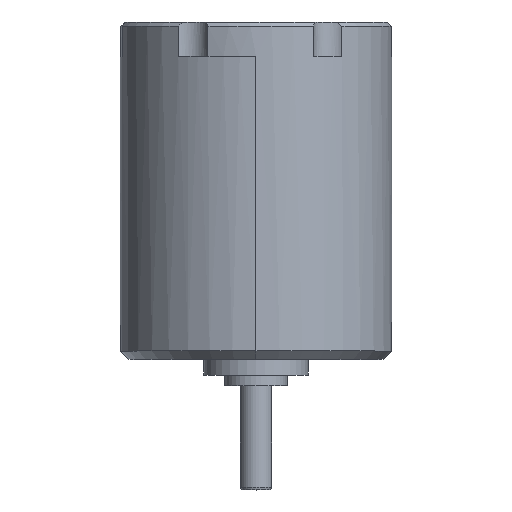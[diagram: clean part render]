
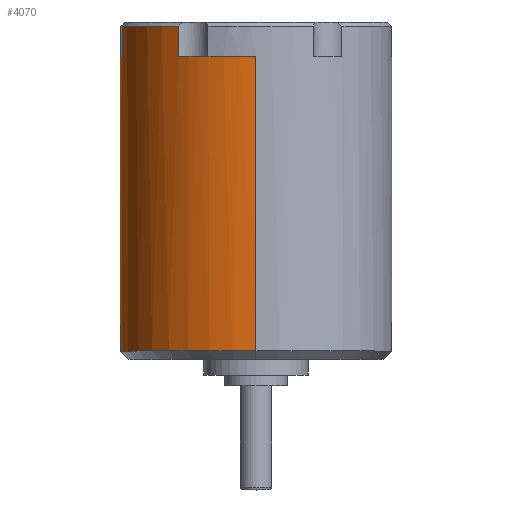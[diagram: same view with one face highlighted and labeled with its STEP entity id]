
A CAD part, top view. The second image highlights one B-rep face of the part: STEP entity #4070.
In plain terms, the highlighted cylindrical face has radius 13 mm (diameter 26 mm), a partial arc.
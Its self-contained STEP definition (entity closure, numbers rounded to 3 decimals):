
#207=CARTESIAN_POINT('',(0.,29.,0.));
#208=DIRECTION('',(0.,-1.,0.));
#209=DIRECTION('',(-0.987,0.,0.161));
#210=AXIS2_PLACEMENT_3D('',#207,#208,#209);
#217=CARTESIAN_POINT('',(0.,29.,0.));
#218=DIRECTION('',(0.,-1.,0.));
#219=DIRECTION('',(-0.633,0.,-0.774));
#220=AXIS2_PLACEMENT_3D('',#217,#218,#219);
#227=CARTESIAN_POINT('',(0.,29.,0.));
#228=DIRECTION('',(0.,-1.,0.));
#229=DIRECTION('',(-0.354,0.,0.935));
#230=AXIS2_PLACEMENT_3D('',#227,#228,#229);
#980=CARTESIAN_POINT('',(-12.953,31.9,-1.106));
#989=DIRECTION('',(0.,1.,0.));
#990=VECTOR('',#989,2.9);
#991=CARTESIAN_POINT('',(-8.228,29.,-10.065));
#992=LINE('',#991,#990);
#993=CARTESIAN_POINT('',(0.,31.9,0.));
#994=DIRECTION('',(0.,1.,0.));
#995=DIRECTION('',(-0.633,0.,-0.774));
#996=AXIS2_PLACEMENT_3D('',#993,#994,#995);
#998=DIRECTION('',(0.,-1.,0.));
#999=VECTOR('',#998,2.9);
#1000=CARTESIAN_POINT('',(-12.953,31.9,
-1.106));
#1001=LINE('',#1000,#999);
#1002=DIRECTION('',(0.,1.,0.));
#1003=VECTOR('',#1002,2.9);
#1004=CARTESIAN_POINT('',(-12.83,29.,2.093));
#1005=LINE('',#1004,#1003);
#1006=CARTESIAN_POINT('',(0.,29.,0.));
#1007=DIRECTION('',(0.,1.,0.));
#1008=DIRECTION('',(-0.354,0.,0.935));
#1009=AXIS2_PLACEMENT_3D('',#1006,#1007,#1008);
#1011=DIRECTION('',(0.,-1.,0.));
#1012=VECTOR('',#1011,28.2);
#1013=CARTESIAN_POINT('',(0.,29.,13.));
#1014=LINE('',#1013,#1012);
#1015=DIRECTION('',(0.,1.,0.));
#1016=VECTOR('',#1015,28.2);
#1017=CARTESIAN_POINT('',(0.,0.8,-13.));
#1018=LINE('',#1017,#1016);
#1019=CARTESIAN_POINT('',(0.,29.,0.));
#1020=DIRECTION('',(0.,1.,0.));
#1021=DIRECTION('',(0.,0.,-1.));
#1022=AXIS2_PLACEMENT_3D('',#1019,#1020,#1021);
#1029=CARTESIAN_POINT('',(-7.434,31.9,10.664));
#1031=CARTESIAN_POINT('',(0.,31.9,0.));
#1032=DIRECTION('',(0.,-1.,0.));
#1033=DIRECTION('',(-0.572,0.,0.82));
#1034=AXIS2_PLACEMENT_3D('',#1031,#1032,#1033);
#1043=DIRECTION('',(0.,1.,0.));
#1044=VECTOR('',#1043,2.9);
#1045=CARTESIAN_POINT('',(-7.434,29.,10.664));
#1046=LINE('',#1045,#1044);
#1077=CARTESIAN_POINT('',(0.,0.8,0.));
#1078=DIRECTION('',(0.,1.,0.));
#1079=DIRECTION('',(0.,0.,-1.));
#1080=AXIS2_PLACEMENT_3D('',#1077,#1078,#1079);
#2495=CARTESIAN_POINT('',(0.,0.8,-13.));
#2497=VERTEX_POINT('',#2495);
#2499=CARTESIAN_POINT('',(0.,0.8,13.));
#2500=VERTEX_POINT('',#2499);
#2733=VERTEX_POINT('',#980);
#2734=CARTESIAN_POINT('',(-8.228,31.9,-10.065));
#2735=VERTEX_POINT('',#2734);
#2736=VERTEX_POINT('',#1029);
#2737=CARTESIAN_POINT('',(-12.83,31.9,2.093));
#2738=VERTEX_POINT('',#2737);
#2915=CARTESIAN_POINT('',(0.,29.,-13.));
#2916=CARTESIAN_POINT('',(-5.519,29.,-11.771));
#2917=VERTEX_POINT('',#2915);
#2918=VERTEX_POINT('',#2916);
#2919=CARTESIAN_POINT('',(-4.602,29.,12.158));
#2920=CARTESIAN_POINT('',(0.,29.,13.));
#2921=VERTEX_POINT('',#2919);
#2922=VERTEX_POINT('',#2920);
#2935=CARTESIAN_POINT('',(-7.434,29.,10.664));
#2936=VERTEX_POINT('',#2935);
#2937=CARTESIAN_POINT('',(-12.83,29.,2.093));
#2938=CARTESIAN_POINT('',(-12.953,29.,-1.106));
#2939=VERTEX_POINT('',#2937);
#2940=VERTEX_POINT('',#2938);
#2941=CARTESIAN_POINT('',(-8.228,29.,-10.065));
#2942=VERTEX_POINT('',#2941);
#4046=CARTESIAN_POINT('',(0.,29.564,0.));
#4047=DIRECTION('',(0.,-1.,0.));
#4048=DIRECTION('',(0.,0.,-1.));
#4049=AXIS2_PLACEMENT_3D('',#4046,#4047,#4048);
#4050=CYLINDRICAL_SURFACE('',#4049,13.);
#4051=ORIENTED_EDGE('',*,*,#3245,.F.);
#4052=ORIENTED_EDGE('',*,*,#4010,.T.);
#4053=ORIENTED_EDGE('',*,*,#4022,.T.);
#4054=ORIENTED_EDGE('',*,*,#4035,.T.);
#4055=ORIENTED_EDGE('',*,*,#3233,.F.);
#4056=ORIENTED_EDGE('',*,*,#4041,.T.);
#4058=ORIENTED_EDGE('',*,*,#4057,.F.);
#4060=ORIENTED_EDGE('',*,*,#4059,.F.);
#4061=ORIENTED_EDGE('',*,*,#3257,.F.);
#4062=ORIENTED_EDGE('',*,*,#3318,.T.);
#4063=ORIENTED_EDGE('',*,*,#3316,.T.);
#4065=ORIENTED_EDGE('',*,*,#4064,.F.);
#4066=ORIENTED_EDGE('',*,*,#3312,.T.);
#4067=ORIENTED_EDGE('',*,*,#3310,.T.);
#4068=EDGE_LOOP('',(#4051,#4052,#4053,#4054,#4055,#4056,#4058,#4060,#4061,#4062,
#4063,#4065,#4066,#4067));
#4069=FACE_OUTER_BOUND('',#4068,.F.);
#4070=ADVANCED_FACE('',(#4069),#4050,.T.);
#211=CIRCLE('',#210,13.);
#221=CIRCLE('',#220,13.);
#231=CIRCLE('',#230,13.);
#997=CIRCLE('',#996,13.);
#1010=CIRCLE('',#1009,13.);
#1023=CIRCLE('',#1022,13.);
#1035=CIRCLE('',#1034,13.);
#1081=CIRCLE('',#1080,13.);
#3233=EDGE_CURVE('',#2939,#2940,#211,.T.);
#3245=EDGE_CURVE('',#2942,#2918,#221,.T.);
#3257=EDGE_CURVE('',#2921,#2936,#231,.T.);
#3310=EDGE_CURVE('',#2917,#2918,#1023,.T.);
#3312=EDGE_CURVE('',#2497,#2917,#1018,.T.);
#3316=EDGE_CURVE('',#2922,#2500,#1014,.T.);
#3318=EDGE_CURVE('',#2921,#2922,#1010,.T.);
#4010=EDGE_CURVE('',#2942,#2735,#992,.T.);
#4022=EDGE_CURVE('',#2735,#2733,#997,.T.);
#4035=EDGE_CURVE('',#2733,#2940,#1001,.T.);
#4041=EDGE_CURVE('',#2939,#2738,#1005,.T.);
#4057=EDGE_CURVE('',#2736,#2738,#1035,.T.);
#4059=EDGE_CURVE('',#2936,#2736,#1046,.T.);
#4064=EDGE_CURVE('',#2497,#2500,#1081,.T.);
